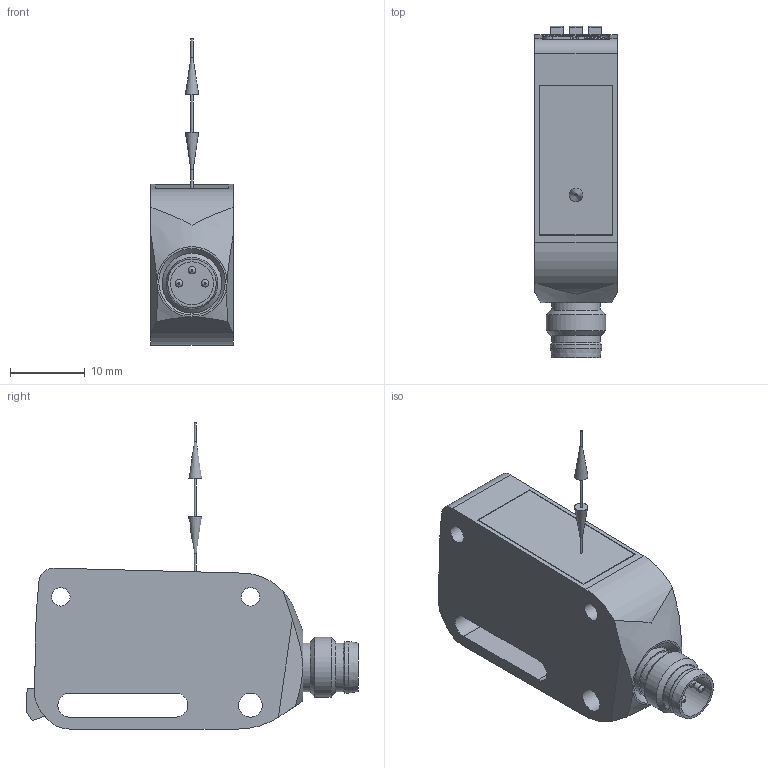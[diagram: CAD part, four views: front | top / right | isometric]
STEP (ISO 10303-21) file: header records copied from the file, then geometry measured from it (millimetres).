
FILE_DESCRIPTION(/* description */ ('STEP AP214'),/* implementation_level */ '2;1');
FILE_NAME(/* name */ '8075667_SOOE-RG-R-PNLK-T',/* time_stamp */ '2024-09-15T10:21:07+02:00',/* author */ ('License CC BY-ND 4.0'),/* organization */ ('CADENAS'),/* preprocessor_version */ 'ST-DEVELOPER v19.3',/* originating_system */ 'PARTsolutions',/* authorisation */ ' ');
FILE_SCHEMA (('AUTOMOTIVE_DESIGN {1 0 10303 214 3 1 1}'));
Length unit declared in the file: millimetre
Products named in the file (3): 8075667 SOOE-RG-R-PNLK-T---(high0); 8075667 SOOE-RG-R-PNLK-T---(high_p-); Light-Beam-3-20-0.3
Assembly tree (2 placements, depth 2):
  8075667 SOOE-RG-R-PNLK-T---(high0)
    8075667 SOOE-RG-R-PNLK-T---(high_p-)
    Light-Beam-3-20-0.3
Bounding box: 11 x 44.47 x 41 mm (x, y, z)
Volume: 7302.6 mm3; surface area: 3660.4 mm2
Topology: 2 solids, 2 shells, 133 faces, 334 edges, 219 vertices
Faces by surface type: plane 79, cylinder 38, cone 12, torus 3, sphere 1
Full cylindrical faces by diameter (mm): 0.3 x3, 1 x3, 2.459 x2, 3.2 x1, 5.75 x1, 6.5 x2, 6.9 x2, 8 x1
Entity records: 4838 total; most frequent: CARTESIAN_POINT 723, DIRECTION 672, ORIENTED_EDGE 616, EDGE_CURVE 308, AXIS2_PLACEMENT_3D 245, VERTEX_POINT 218, LINE 182, VECTOR 182
